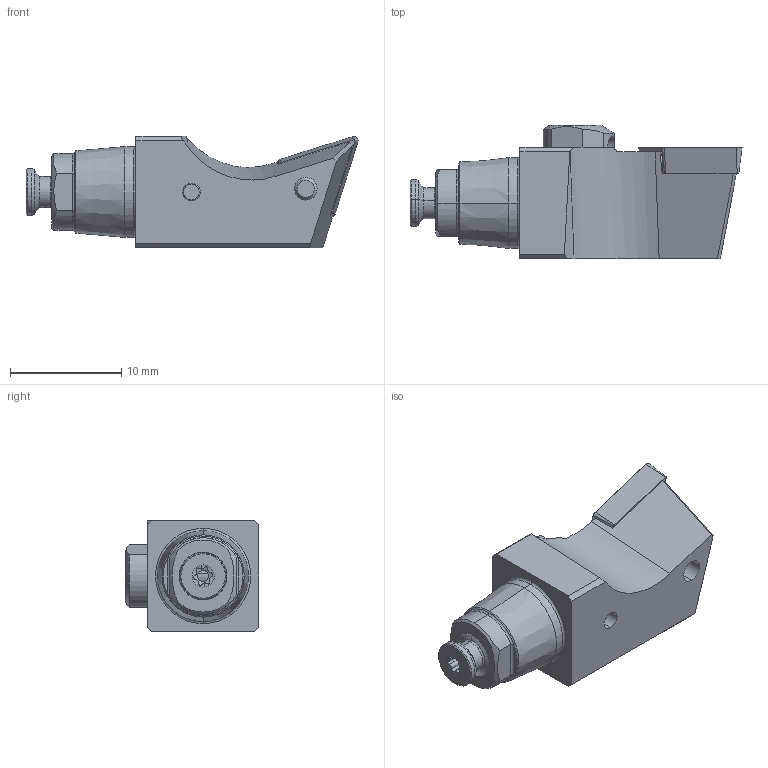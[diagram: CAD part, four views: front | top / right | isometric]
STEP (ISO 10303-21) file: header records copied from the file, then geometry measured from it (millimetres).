
FILE_DESCRIPTION (( 'STEP AP203' ), '1' );
FILE_NAME ('LW2.SDHCL.0520.07.STEP', '2024-08-26T13:47:50', ( '' ), ( '' ), 'SwSTEP 2.0', 'SolidWorks 2022', '' );
FILE_SCHEMA (( 'CONFIG_CONTROL_DESIGN' ));
Length unit declared in the file: millimetre
Products named in the file (7): WCA-ER2.001.006_B; LW2.SDHCL.0520.07; LW2-U00.ER1.000_A; DCMT070204; ISO 14581 - M2x10; LWX-ER1.007.002; LW2-KDA.LHA.020_A
Assembly tree (6 placements, depth 2):
  LW2.SDHCL.0520.07
    LW2-KDA.LHA.020_A
    LW2-U00.ER1.000_A
    ISO 14581 - M2x10
    LWX-ER1.007.002
    WCA-ER2.001.006_B
    DCMT070204
Bounding box: 29.9 x 12 x 10 mm (x, y, z)
Volume: 1764.1 mm3; surface area: 1751 mm2
Topology: 6 solids, 6 shells, 259 faces, 634 edges, 389 vertices
Faces by surface type: cylinder 93, plane 66, cone 61, torus 25, bspline 12, sphere 2
Entity records: 8807 total; most frequent: CARTESIAN_POINT 2064, DIRECTION 1279, ORIENTED_EDGE 1264, EDGE_CURVE 632, AXIS2_PLACEMENT_3D 512, VERTEX_POINT 389, EDGE_LOOP 275, ADVANCED_FACE 259
